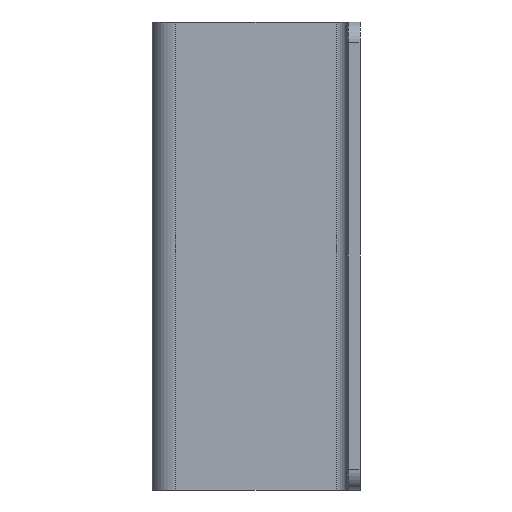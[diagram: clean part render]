
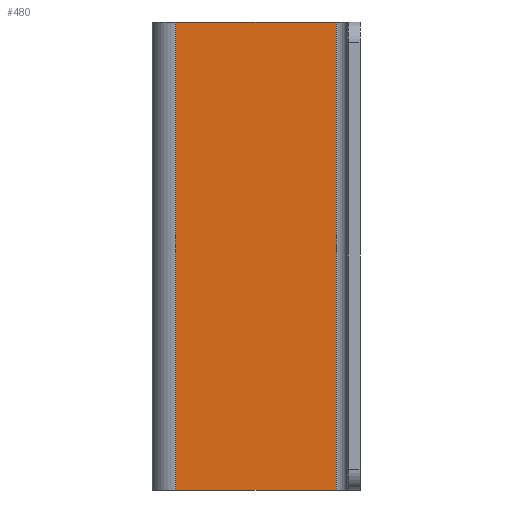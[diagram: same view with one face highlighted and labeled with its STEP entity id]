
A CAD part, front view. The second image highlights one B-rep face of the part: STEP entity #480.
In plain terms, the highlighted planar face has unit normal (0, -1, 0).
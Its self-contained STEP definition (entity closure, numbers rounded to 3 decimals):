
#36=PLANE('',#552);
#64=FACE_OUTER_BOUND('',#96,.T.);
#96=EDGE_LOOP('',(#439,#440,#441,#442));
#124=LINE('',#793,#166);
#136=LINE('',#830,#178);
#137=LINE('',#832,#179);
#138=LINE('',#834,#180);
#166=VECTOR('',#642,10.);
#178=VECTOR('',#692,10.);
#179=VECTOR('',#695,10.);
#180=VECTOR('',#698,10.);
#237=VERTEX_POINT('',#790);
#238=VERTEX_POINT('',#792);
#243=VERTEX_POINT('',#819);
#244=VERTEX_POINT('',#823);
#289=EDGE_CURVE('',#238,#237,#124,.T.);
#308=EDGE_CURVE('',#243,#244,#136,.T.);
#309=EDGE_CURVE('',#244,#238,#137,.T.);
#310=EDGE_CURVE('',#237,#243,#138,.T.);
#439=ORIENTED_EDGE('',*,*,#289,.T.);
#440=ORIENTED_EDGE('',*,*,#310,.T.);
#441=ORIENTED_EDGE('',*,*,#308,.T.);
#442=ORIENTED_EDGE('',*,*,#309,.T.);
#480=ADVANCED_FACE('',(#64),#36,.F.);
#552=AXIS2_PLACEMENT_3D('',#835,#699,#700);
#642=DIRECTION('',(0.,0.,-1.));
#692=DIRECTION('',(0.,0.,1.));
#695=DIRECTION('',(-1.,0.,0.));
#698=DIRECTION('',(1.,0.,0.));
#699=DIRECTION('center_axis',(0.,1.,0.));
#700=DIRECTION('ref_axis',(0.,0.,1.));
#790=CARTESIAN_POINT('',(-15.4,0.,-45.));
#792=CARTESIAN_POINT('',(-15.4,0.,45.));
#793=CARTESIAN_POINT('',(-15.4,0.,22.5));
#819=CARTESIAN_POINT('',(15.4,0.,-45.));
#823=CARTESIAN_POINT('',(15.4,0.,45.));
#830=CARTESIAN_POINT('',(15.4,0.,22.5));
#832=CARTESIAN_POINT('',(20.,0.,45.));
#834=CARTESIAN_POINT('',(-20.,0.,-45.));
#835=CARTESIAN_POINT('Origin',(0.,0.,0.));
